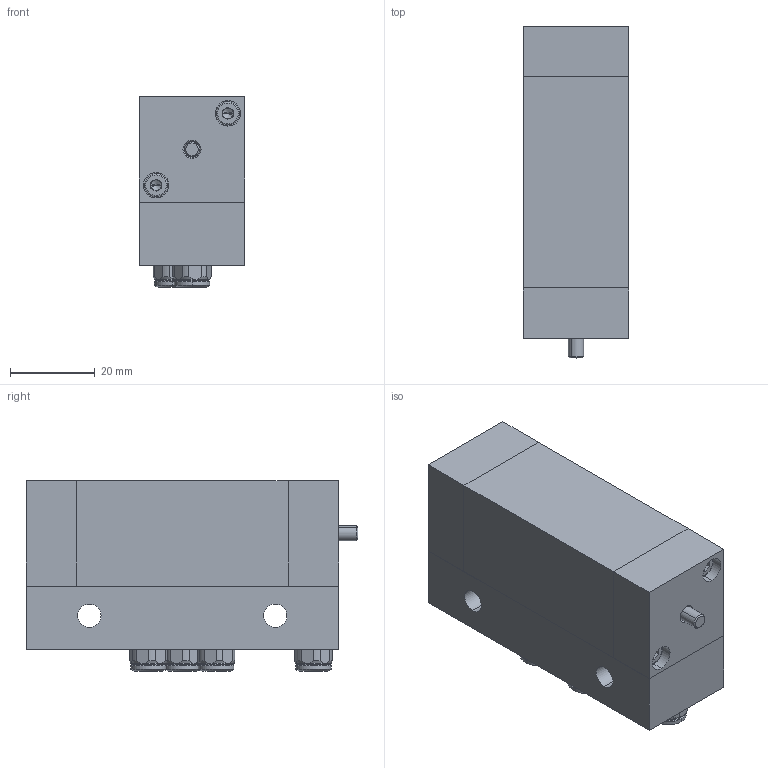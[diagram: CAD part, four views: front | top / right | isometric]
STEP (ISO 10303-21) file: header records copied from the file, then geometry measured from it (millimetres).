
FILE_DESCRIPTION (( 'STEP AP214' ), '1' );
FILE_NAME ('04_003_4.STEP', '2016-02-12T16:15:51', ( '' ), ( '' ), 'SwSTEP 2.0', 'SolidWorks 2016', '' );
FILE_SCHEMA (( 'AUTOMOTIVE_DESIGN' ));
Length unit declared in the file: millimetre
Products named in the file (1): 04_003_4
Bounding box: 25 x 78.55 x 45.2 mm (x, y, z)
Volume: 74117.3 mm3; surface area: 24789.3 mm2
Topology: 16 solids, 16 shells, 1475 faces, 3724 edges, 2303 vertices
Faces by surface type: cone 716, cylinder 436, plane 237, torus 70, bspline 16
Entity records: 45641 total; most frequent: DIRECTION 8660, CARTESIAN_POINT 8353, ORIENTED_EDGE 7420, EDGE_CURVE 3710, AXIS2_PLACEMENT_3D 3586, VERTEX_POINT 2303, CIRCLE 2126, EDGE_LOOP 1523
